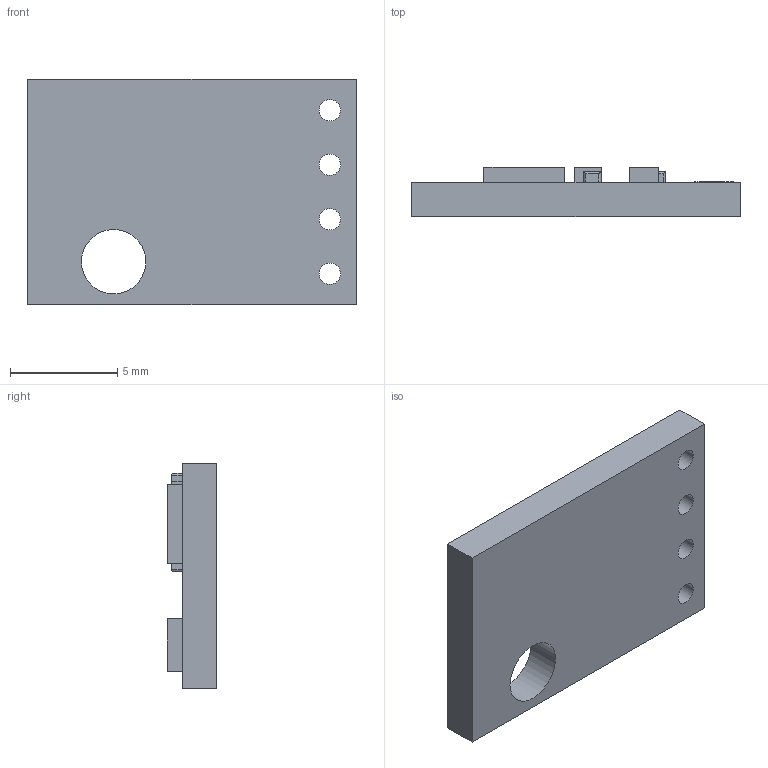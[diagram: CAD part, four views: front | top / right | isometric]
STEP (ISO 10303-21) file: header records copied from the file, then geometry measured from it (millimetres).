
FILE_DESCRIPTION(/* description */ (''),/* implementation_level */ '2;1');
FILE_NAME(/* name */ 'AHT20.step',/* time_stamp */ '2023-10-10T18:23:45-06:00',/* author */ (''),/* organization */ (''),/* preprocessor_version */ 'ST-DEVELOPER v20',/* originating_system */ 'Autodesk Translation Framework v12.14.0.127',/* authorisation */ '');
FILE_SCHEMA (('AUTOMOTIVE_DESIGN { 1 0 10303 214 3 1 1 }'));
Length unit declared in the file: millimetre
Products named in the file (1): AHT20
Bounding box: 15.3 x 2.3 x 10.5 mm (x, y, z)
Volume: 256.4 mm3; surface area: 497.8 mm2
Topology: 13 solids, 13 shells, 114 faces, 237 edges, 154 vertices
Faces by surface type: plane 87, cylinder 27
Full cylindrical faces by diameter (mm): 1 x4, 1.8 x3, 3 x1, 3.75 x1
Entity records: 3054 total; most frequent: DIRECTION 509, CARTESIAN_POINT 506, ORIENTED_EDGE 474, EDGE_CURVE 237, LINE 195, VECTOR 195, AXIS2_PLACEMENT_3D 157, VERTEX_POINT 154
